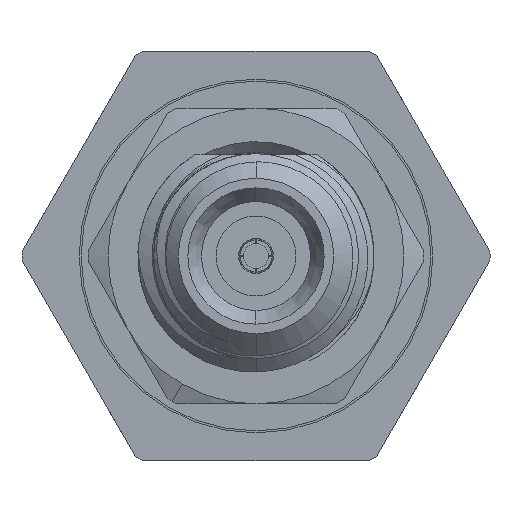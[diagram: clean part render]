
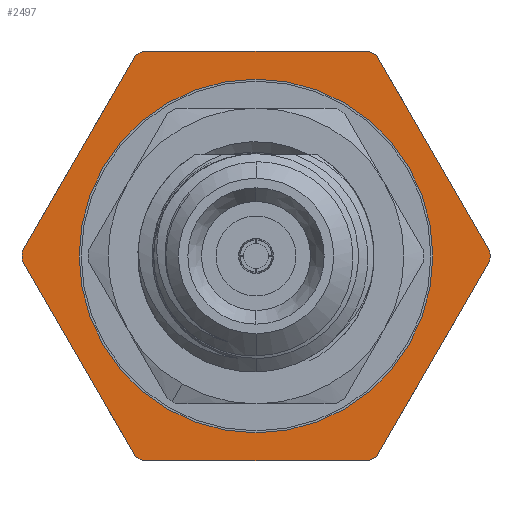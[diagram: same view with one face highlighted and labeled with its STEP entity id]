
A CAD part, left-side view. The second image highlights one B-rep face of the part: STEP entity #2497.
In plain terms, the highlighted planar face has unit normal (-1, 0, 0).
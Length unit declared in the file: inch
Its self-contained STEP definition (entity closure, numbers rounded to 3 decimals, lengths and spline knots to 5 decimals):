
#9 = LINE ( 'NONE', #13293, #10082 ) ;
#24 = CARTESIAN_POINT ( 'NONE',  ( 0.64743, 0., 0. ) ) ;
#164 = VERTEX_POINT ( 'NONE', #2800 ) ;
#177 = CARTESIAN_POINT ( 'NONE',  ( 0.64743, -0.12748, -0.21226 ) ) ;
#183 = ORIENTED_EDGE ( 'NONE', *, *, #7118, .T. ) ;
#233 = VERTEX_POINT ( 'NONE', #1262 ) ;
#677 = ORIENTED_EDGE ( 'NONE', *, *, #4041, .T. ) ;
#685 = ORIENTED_EDGE ( 'NONE', *, *, #6982, .F. ) ;
#718 = VERTEX_POINT ( 'NONE', #10644 ) ;
#737 = EDGE_CURVE ( 'NONE', #12958, #2689, #5525, .T. ) ;
#766 = DIRECTION ( 'NONE',  ( 0., 1., 0. ) ) ;
#1135 = CARTESIAN_POINT ( 'NONE',  ( 0.64743, 0., 0. ) ) ;
#1262 = CARTESIAN_POINT ( 'NONE',  ( 0.64743, -0.24757, 0.00427 ) ) ;
#1460 = DIRECTION ( 'NONE',  ( 0., 0., -1. ) ) ;
#1570 = DIRECTION ( 'NONE',  ( 0., 0., 1. ) ) ;
#1758 = AXIS2_PLACEMENT_3D ( 'NONE', #1135, #11451, #16639 ) ;
#1777 = CIRCLE ( 'NONE', #4241, 0.2476 ) ;
#1976 = CARTESIAN_POINT ( 'NONE',  ( 0.64743, 0., 0. ) ) ;
#2023 = CARTESIAN_POINT ( 'NONE',  ( 0.64743, 0., 0. ) ) ;
#2043 = ORIENTED_EDGE ( 'NONE', *, *, #10847, .F. ) ;
#2254 = EDGE_CURVE ( 'NONE', #12958, #8785, #1777, .T. ) ;
#2438 = CIRCLE ( 'NONE', #15498, 0.2476 ) ;
#2465 = CIRCLE ( 'NONE', #16345, 0.2476 ) ;
#2487 = DIRECTION ( 'NONE',  ( 0., 0., 1. ) ) ;
#2497 = ADVANCED_FACE ( 'NONE', ( #4030, #6417 ), #5396, .F. ) ;
#2689 = VERTEX_POINT ( 'NONE', #9576 ) ;
#2738 = AXIS2_PLACEMENT_3D ( 'NONE', #9964, #3486, #5007 ) ;
#2752 = DIRECTION ( 'NONE',  ( 1., 0., 0. ) ) ;
#2800 = CARTESIAN_POINT ( 'NONE',  ( 0.64743, 0., 0.1871 ) ) ;
#2854 = EDGE_CURVE ( 'NONE', #9949, #4908, #9887, .T. ) ;
#3387 = DIRECTION ( 'NONE',  ( 0., -1., 0. ) ) ;
#3406 = CARTESIAN_POINT ( 'NONE',  ( 0.64743, 0., 0. ) ) ;
#3485 = DIRECTION ( 'NONE',  ( -1., 0., 0. ) ) ;
#3486 = DIRECTION ( 'NONE',  ( -1., 0., 0. ) ) ;
#3646 = DIRECTION ( 'NONE',  ( 0., 0., 1. ) ) ;
#3688 = DIRECTION ( 'NONE',  ( -1., 0., 0. ) ) ;
#4030 = FACE_BOUND ( 'NONE', #6896, .T. ) ;
#4041 = EDGE_CURVE ( 'NONE', #12072, #233, #15649, .T. ) ;
#4186 = ORIENTED_EDGE ( 'NONE', *, *, #12698, .F. ) ;
#4227 = ORIENTED_EDGE ( 'NONE', *, *, #2254, .T. ) ;
#4241 = AXIS2_PLACEMENT_3D ( 'NONE', #1976, #14619, #5421 ) ;
#4248 = CARTESIAN_POINT ( 'NONE',  ( 0.64743, 0.1871, 0.21654 ) ) ;
#4908 = VERTEX_POINT ( 'NONE', #15511 ) ;
#4955 = VERTEX_POINT ( 'NONE', #14238 ) ;
#5007 = DIRECTION ( 'NONE',  ( 0., 0., 1. ) ) ;
#5093 = LINE ( 'NONE', #10134, #13513 ) ;
#5205 = DIRECTION ( 'NONE',  ( 0., 0.5, 0.866 ) ) ;
#5258 = CARTESIAN_POINT ( 'NONE',  ( 0.64743, -0.12009, -0.21654 ) ) ;
#5396 = PLANE ( 'NONE',  #13485 ) ;
#5421 = DIRECTION ( 'NONE',  ( 0., 0., 1. ) ) ;
#5525 = LINE ( 'NONE', #4248, #5925 ) ;
#5806 = VERTEX_POINT ( 'NONE', #6122 ) ;
#5925 = VECTOR ( 'NONE', #3387, 39.37008 ) ;
#5970 = DIRECTION ( 'NONE',  ( -1., 0., 0. ) ) ;
#6122 = CARTESIAN_POINT ( 'NONE',  ( 0.64743, 0.12748, -0.21226 ) ) ;
#6155 = ORIENTED_EDGE ( 'NONE', *, *, #14569, .F. ) ;
#6417 = FACE_OUTER_BOUND ( 'NONE', #7823, .T. ) ;
#6785 = VERTEX_POINT ( 'NONE', #177 ) ;
#6896 = EDGE_LOOP ( 'NONE', ( #4186, #8670 ) ) ;
#6982 = EDGE_CURVE ( 'NONE', #5806, #11877, #9, .T. ) ;
#7118 = EDGE_CURVE ( 'NONE', #9949, #6785, #2438, .T. ) ;
#7140 = DIRECTION ( 'NONE',  ( -1., 0., 0. ) ) ;
#7236 = CARTESIAN_POINT ( 'NONE',  ( 0.64743, 0.1871, -0.21654 ) ) ;
#7631 = EDGE_CURVE ( 'NONE', #15752, #233, #9095, .T. ) ;
#7632 = ORIENTED_EDGE ( 'NONE', *, *, #8529, .T. ) ;
#7809 = CARTESIAN_POINT ( 'NONE',  ( 0.64743, -0.14075, 0.18928 ) ) ;
#7823 = EDGE_LOOP ( 'NONE', ( #4227, #6155, #12793, #685, #8145, #11593, #183, #2043, #677, #11724, #7632, #9390 ) ) ;
#8145 = ORIENTED_EDGE ( 'NONE', *, *, #15700, .T. ) ;
#8301 = CARTESIAN_POINT ( 'NONE',  ( 0.64743, 0., 0. ) ) ;
#8529 = EDGE_CURVE ( 'NONE', #15752, #2689, #16331, .T. ) ;
#8670 = ORIENTED_EDGE ( 'NONE', *, *, #16631, .F. ) ;
#8785 = VERTEX_POINT ( 'NONE', #10585 ) ;
#9095 = LINE ( 'NONE', #7809, #12247 ) ;
#9123 = CIRCLE ( 'NONE', #14840, 0.1871 ) ;
#9226 = CARTESIAN_POINT ( 'NONE',  ( 0.64743, 0.1871, 0. ) ) ;
#9261 = CARTESIAN_POINT ( 'NONE',  ( 0.64743, 0.24757, -0.00427 ) ) ;
#9390 = ORIENTED_EDGE ( 'NONE', *, *, #737, .F. ) ;
#9430 = CARTESIAN_POINT ( 'NONE',  ( 0.64743, -0.12748, 0.21226 ) ) ;
#9576 = CARTESIAN_POINT ( 'NONE',  ( 0.64743, -0.12009, 0.21654 ) ) ;
#9581 = CARTESIAN_POINT ( 'NONE',  ( 0.64743, -0.14075, -0.18928 ) ) ;
#9683 = EDGE_CURVE ( 'NONE', #4955, #11877, #2465, .T. ) ;
#9736 = AXIS2_PLACEMENT_3D ( 'NONE', #8301, #15963, #1570 ) ;
#9800 = CARTESIAN_POINT ( 'NONE',  ( 0.64743, 0., 0. ) ) ;
#9887 = LINE ( 'NONE', #7236, #16733 ) ;
#9915 = CARTESIAN_POINT ( 'NONE',  ( 0.64743, -0.24757, -0.00427 ) ) ;
#9949 = VERTEX_POINT ( 'NONE', #5258 ) ;
#9964 = CARTESIAN_POINT ( 'NONE',  ( 0.64743, 0., 0. ) ) ;
#10082 = VECTOR ( 'NONE', #5205, 39.37008 ) ;
#10134 = CARTESIAN_POINT ( 'NONE',  ( 0.64743, 0.2343, 0.02725 ) ) ;
#10460 = CIRCLE ( 'NONE', #1758, 0.1871 ) ;
#10585 = CARTESIAN_POINT ( 'NONE',  ( 0.64743, 0.12748, 0.21226 ) ) ;
#10644 = CARTESIAN_POINT ( 'NONE',  ( 0.64743, 0., -0.1871 ) ) ;
#10847 = EDGE_CURVE ( 'NONE', #12072, #6785, #11868, .T. ) ;
#11451 = DIRECTION ( 'NONE',  ( -1., 0., 0. ) ) ;
#11593 = ORIENTED_EDGE ( 'NONE', *, *, #2854, .F. ) ;
#11724 = ORIENTED_EDGE ( 'NONE', *, *, #7631, .F. ) ;
#11868 = LINE ( 'NONE', #9581, #12528 ) ;
#11877 = VERTEX_POINT ( 'NONE', #9261 ) ;
#12072 = VERTEX_POINT ( 'NONE', #9915 ) ;
#12247 = VECTOR ( 'NONE', #14289, 39.37008 ) ;
#12407 = AXIS2_PLACEMENT_3D ( 'NONE', #24, #3688, #2487 ) ;
#12528 = VECTOR ( 'NONE', #15690, 39.37008 ) ;
#12698 = EDGE_CURVE ( 'NONE', #164, #718, #9123, .T. ) ;
#12793 = ORIENTED_EDGE ( 'NONE', *, *, #9683, .T. ) ;
#12958 = VERTEX_POINT ( 'NONE', #15718 ) ;
#13293 = CARTESIAN_POINT ( 'NONE',  ( 0.64743, 0.2343, -0.02725 ) ) ;
#13485 = AXIS2_PLACEMENT_3D ( 'NONE', #9226, #2752, #1460 ) ;
#13513 = VECTOR ( 'NONE', #14120, 39.37008 ) ;
#14120 = DIRECTION ( 'NONE',  ( 0., -0.5, 0.866 ) ) ;
#14238 = CARTESIAN_POINT ( 'NONE',  ( 0.64743, 0.24757, 0.00427 ) ) ;
#14289 = DIRECTION ( 'NONE',  ( 0., -0.5, -0.866 ) ) ;
#14334 = CIRCLE ( 'NONE', #9736, 0.2476 ) ;
#14569 = EDGE_CURVE ( 'NONE', #4955, #8785, #5093, .T. ) ;
#14619 = DIRECTION ( 'NONE',  ( -1., 0., 0. ) ) ;
#14840 = AXIS2_PLACEMENT_3D ( 'NONE', #2023, #7140, #16078 ) ;
#15066 = DIRECTION ( 'NONE',  ( 0., 0., 1. ) ) ;
#15498 = AXIS2_PLACEMENT_3D ( 'NONE', #3406, #5970, #15066 ) ;
#15511 = CARTESIAN_POINT ( 'NONE',  ( 0.64743, 0.12009, -0.21654 ) ) ;
#15649 = CIRCLE ( 'NONE', #12407, 0.2476 ) ;
#15690 = DIRECTION ( 'NONE',  ( 0., 0.5, -0.866 ) ) ;
#15700 = EDGE_CURVE ( 'NONE', #5806, #4908, #14334, .T. ) ;
#15718 = CARTESIAN_POINT ( 'NONE',  ( 0.64743, 0.12009, 0.21654 ) ) ;
#15752 = VERTEX_POINT ( 'NONE', #9430 ) ;
#15963 = DIRECTION ( 'NONE',  ( -1., 0., 0. ) ) ;
#16078 = DIRECTION ( 'NONE',  ( 0., 0., 1. ) ) ;
#16331 = CIRCLE ( 'NONE', #2738, 0.2476 ) ;
#16345 = AXIS2_PLACEMENT_3D ( 'NONE', #9800, #3485, #3646 ) ;
#16631 = EDGE_CURVE ( 'NONE', #718, #164, #10460, .T. ) ;
#16639 = DIRECTION ( 'NONE',  ( 0., 0., 1. ) ) ;
#16733 = VECTOR ( 'NONE', #766, 39.37008 ) ;
